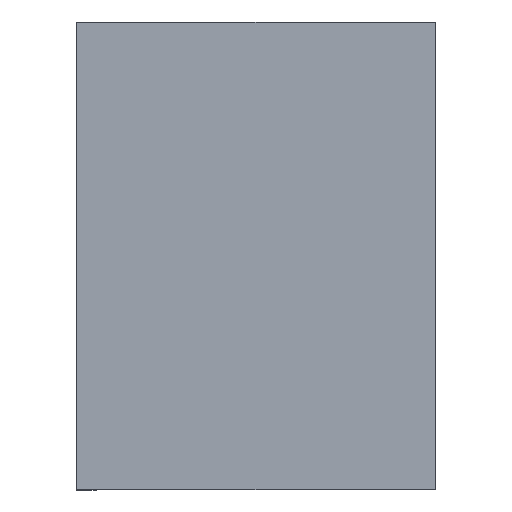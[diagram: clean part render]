
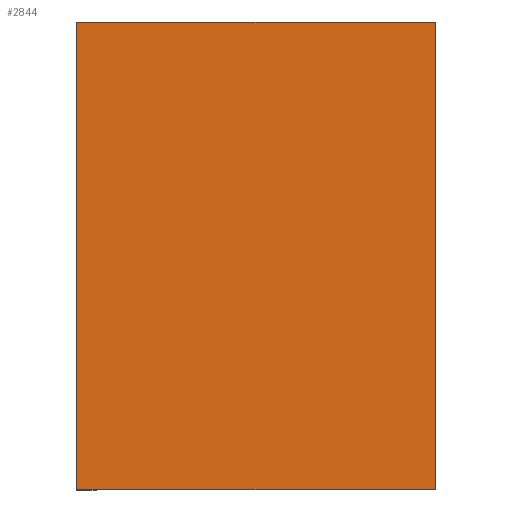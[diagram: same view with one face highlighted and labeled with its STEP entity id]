
A CAD part, left-side view. The second image highlights one B-rep face of the part: STEP entity #2844.
In plain terms, the highlighted planar face has unit normal (-1, 0, 0).
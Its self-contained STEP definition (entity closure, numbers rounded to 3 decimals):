
#62 = VECTOR ( 'NONE', #4940, 1000. ) ;
#99 = VERTEX_POINT ( 'NONE', #2801 ) ;
#361 = LINE ( 'NONE', #3833, #5040 ) ;
#440 = CARTESIAN_POINT ( 'NONE',  ( -0.3, 0.23, 0.15 ) ) ;
#443 = ORIENTED_EDGE ( 'NONE', *, *, #4264, .T. ) ;
#637 = EDGE_LOOP ( 'NONE', ( #4636, #1386, #2619, #443 ) ) ;
#642 = VERTEX_POINT ( 'NONE', #4355 ) ;
#708 = EDGE_CURVE ( 'NONE', #3622, #99, #4828, .T. ) ;
#956 = AXIS2_PLACEMENT_3D ( 'NONE', #440, #1198, #2787 ) ;
#1198 = DIRECTION ( 'NONE',  ( 1., 0., 0. ) ) ;
#1320 = CARTESIAN_POINT ( 'NONE',  ( -0.3, 0.23, -0.15 ) ) ;
#1386 = ORIENTED_EDGE ( 'NONE', *, *, #3269, .F. ) ;
#1509 = DIRECTION ( 'NONE',  ( 0., -1., 0. ) ) ;
#1605 = PLANE ( 'NONE',  #956 ) ;
#1678 = LINE ( 'NONE', #4569, #62 ) ;
#1840 = VERTEX_POINT ( 'NONE', #1320 ) ;
#1904 = VECTOR ( 'NONE', #2874, 1000. ) ;
#2112 = LINE ( 'NONE', #4528, #4351 ) ;
#2479 = CARTESIAN_POINT ( 'NONE',  ( -0.3, 0., 0.15 ) ) ;
#2619 = ORIENTED_EDGE ( 'NONE', *, *, #4819, .F. ) ;
#2787 = DIRECTION ( 'NONE',  ( 0., 0., -1. ) ) ;
#2801 = CARTESIAN_POINT ( 'NONE',  ( -0.3, 0., 0.15 ) ) ;
#2844 = ADVANCED_FACE ( 'NONE', ( #4174 ), #1605, .F. ) ;
#2874 = DIRECTION ( 'NONE',  ( 0., 0., 1. ) ) ;
#3269 = EDGE_CURVE ( 'NONE', #642, #99, #361, .T. ) ;
#3487 = CARTESIAN_POINT ( 'NONE',  ( -0.3, 0., -0.15 ) ) ;
#3622 = VERTEX_POINT ( 'NONE', #3487 ) ;
#3724 = DIRECTION ( 'NONE',  ( 0., 0., 1. ) ) ;
#3833 = CARTESIAN_POINT ( 'NONE',  ( -0.3, 0.23, 0.15 ) ) ;
#4174 = FACE_OUTER_BOUND ( 'NONE', #637, .T. ) ;
#4264 = EDGE_CURVE ( 'NONE', #1840, #3622, #1678, .T. ) ;
#4351 = VECTOR ( 'NONE', #3724, 1000. ) ;
#4355 = CARTESIAN_POINT ( 'NONE',  ( -0.3, 0.23, 0.15 ) ) ;
#4528 = CARTESIAN_POINT ( 'NONE',  ( -0.3, 0.23, 0.15 ) ) ;
#4569 = CARTESIAN_POINT ( 'NONE',  ( -0.3, 0.23, -0.15 ) ) ;
#4636 = ORIENTED_EDGE ( 'NONE', *, *, #708, .T. ) ;
#4819 = EDGE_CURVE ( 'NONE', #1840, #642, #2112, .T. ) ;
#4828 = LINE ( 'NONE', #2479, #1904 ) ;
#4940 = DIRECTION ( 'NONE',  ( 0., -1., 0. ) ) ;
#5040 = VECTOR ( 'NONE', #1509, 1000. ) ;
